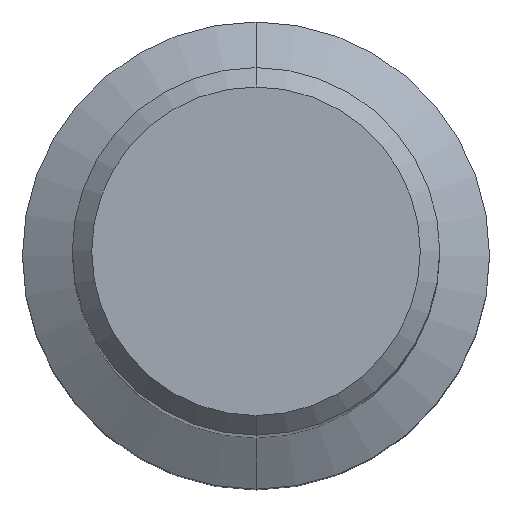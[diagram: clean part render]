
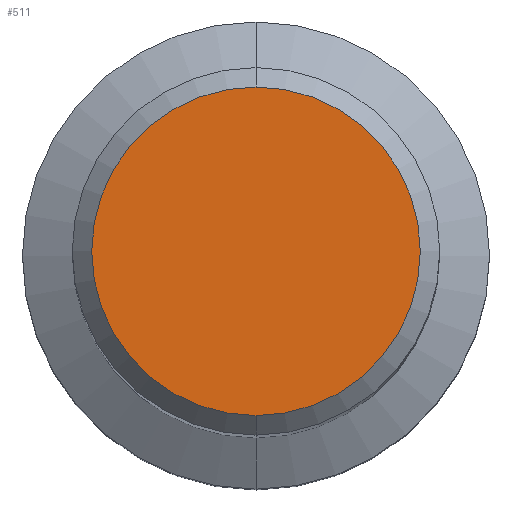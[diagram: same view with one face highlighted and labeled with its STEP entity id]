
A CAD part, top view. The second image highlights one B-rep face of the part: STEP entity #511.
In plain terms, the highlighted planar face has unit normal (0, 0, 1).
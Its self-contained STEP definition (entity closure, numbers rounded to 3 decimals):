
#217=VERTEX_POINT('',#604);
#269=VERTEX_POINT('',#656);
#433=EDGE_CURVE('',#269,#217,#845,.T.);
#505=EDGE_CURVE('',#217,#269,#920,.T.);
#511=ADVANCED_FACE('',(#928),#929,.T.);
#604=CARTESIAN_POINT('',(0.,-6.699,0.0));
#656=CARTESIAN_POINT('',(0.0,6.699,0.0));
#845=CIRCLE('',#1466,6.699);
#920=CIRCLE('',#1620,6.699);
#928=FACE_OUTER_BOUND('',#1628,.T.);
#929=PLANE('',#1629);
#1466=AXIS2_PLACEMENT_3D('',#2113,#2114,#2115);
#1620=AXIS2_PLACEMENT_3D('',#2178,#2179,#2180);
#1628=EDGE_LOOP('',(#2206,#2207));
#1629=AXIS2_PLACEMENT_3D('',#2208,#2209,#2210);
#2113=CARTESIAN_POINT('',(0.0,0.0,0.0));
#2114=DIRECTION('',(0.0,0.0,-1.0));
#2115=DIRECTION('',(0.0,1.0,0.0));
#2178=CARTESIAN_POINT('',(0.0,0.0,0.0));
#2179=DIRECTION('',(0.0,0.0,-1.0));
#2180=DIRECTION('',(0.0,1.0,0.0));
#2206=ORIENTED_EDGE('',*,*,#433,.F.);
#2207=ORIENTED_EDGE('',*,*,#505,.F.);
#2208=CARTESIAN_POINT('',(0.0,3.35,0.0));
#2209=DIRECTION('',(-0.0,0.0,1.0));
#2210=DIRECTION('',(0.0,-1.0,0.0));
